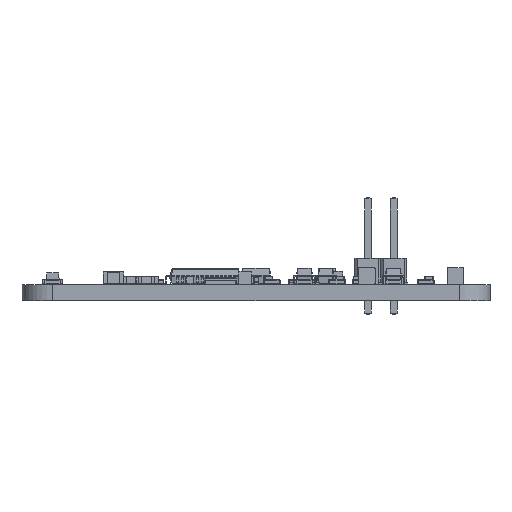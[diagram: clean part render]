
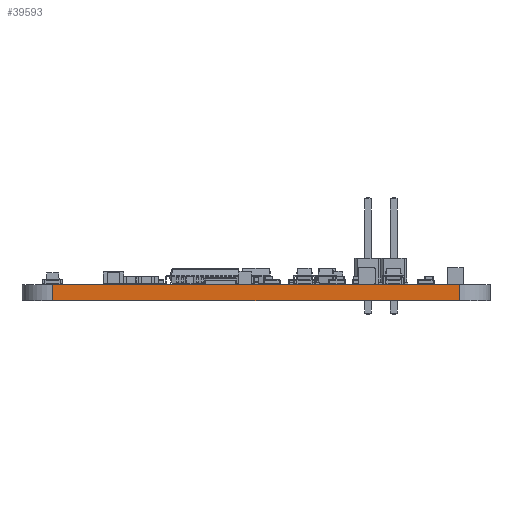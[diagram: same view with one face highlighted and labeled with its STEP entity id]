
A CAD part, front view. The second image highlights one B-rep face of the part: STEP entity #39593.
In plain terms, the highlighted planar face has unit normal (0, -1, 0).
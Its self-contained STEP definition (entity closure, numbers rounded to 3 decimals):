
#38405 = VERTEX_POINT('',#38406);
#38406 = CARTESIAN_POINT('',(165.,-138.,0.));
#38413 = EDGE_CURVE('',#38405,#38414,#38416,.T.);
#38414 = VERTEX_POINT('',#38415);
#38415 = CARTESIAN_POINT('',(125.,-138.,0.));
#38416 = LINE('',#38417,#38418);
#38417 = CARTESIAN_POINT('',(165.,-138.,0.));
#38418 = VECTOR('',#38419,1.);
#38419 = DIRECTION('',(-1.,0.,0.));
#38977 = VERTEX_POINT('',#38978);
#38978 = CARTESIAN_POINT('',(165.,-138.,1.6));
#38985 = EDGE_CURVE('',#38977,#38986,#38988,.T.);
#38986 = VERTEX_POINT('',#38987);
#38987 = CARTESIAN_POINT('',(125.,-138.,1.6));
#38988 = LINE('',#38989,#38990);
#38989 = CARTESIAN_POINT('',(165.,-138.,1.6));
#38990 = VECTOR('',#38991,1.);
#38991 = DIRECTION('',(-1.,0.,0.));
#39565 = EDGE_CURVE('',#38405,#38977,#39566,.T.);
#39566 = LINE('',#39567,#39568);
#39567 = CARTESIAN_POINT('',(165.,-138.,0.));
#39568 = VECTOR('',#39569,1.);
#39569 = DIRECTION('',(0.,0.,1.));
#39593 = ADVANCED_FACE('',(#39594),#39605,.T.);
#39594 = FACE_BOUND('',#39595,.T.);
#39595 = EDGE_LOOP('',(#39596,#39597,#39598,#39604));
#39596 = ORIENTED_EDGE('',*,*,#39565,.T.);
#39597 = ORIENTED_EDGE('',*,*,#38985,.T.);
#39598 = ORIENTED_EDGE('',*,*,#39599,.F.);
#39599 = EDGE_CURVE('',#38414,#38986,#39600,.T.);
#39600 = LINE('',#39601,#39602);
#39601 = CARTESIAN_POINT('',(125.,-138.,0.));
#39602 = VECTOR('',#39603,1.);
#39603 = DIRECTION('',(0.,0.,1.));
#39604 = ORIENTED_EDGE('',*,*,#38413,.F.);
#39605 = PLANE('',#39606);
#39606 = AXIS2_PLACEMENT_3D('',#39607,#39608,#39609);
#39607 = CARTESIAN_POINT('',(165.,-138.,0.));
#39608 = DIRECTION('',(0.,-1.,0.));
#39609 = DIRECTION('',(-1.,0.,0.));
